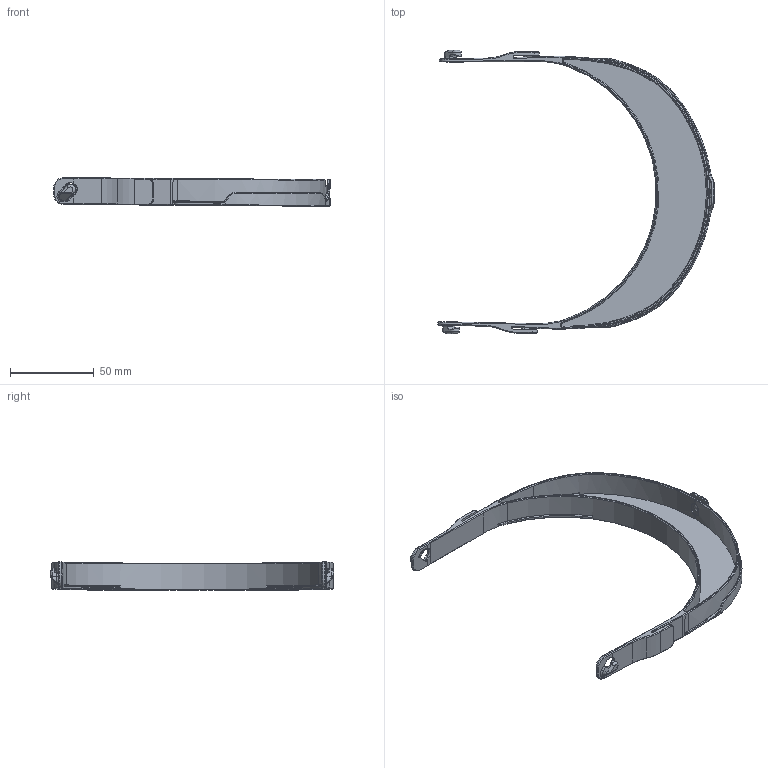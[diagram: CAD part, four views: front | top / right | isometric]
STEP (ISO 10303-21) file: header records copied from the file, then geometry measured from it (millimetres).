
FILE_DESCRIPTION(/* description */ (''),/* implementation_level */ '2;1');
FILE_NAME(/* name */ 'v6_covid19_facemask v11.step',/* time_stamp */ '2020-07-28T11:11:45-04:00',/* author */ (''),/* organization */ (''),/* preprocessor_version */ 'ST-DEVELOPER v18.1',/* originating_system */ 'Autodesk Translation Framework v9.3.0.1241',/* authorisation */ '');
FILE_SCHEMA (('AUTOMOTIVE_DESIGN { 1 0 10303 214 3 1 1 }'));
Length unit declared in the file: millimetre
Products named in the file (1): v6_covid19_facemask
Bounding box: 165.21 x 169.23 x 17.11 mm (x, y, z)
Volume: 28294.9 mm3; surface area: 35556.2 mm2
Topology: 1 solids, 1 shells, 487 faces, 1292 edges, 790 vertices
Faces by surface type: bspline 174, cylinder 135, plane 122, cone 44, torus 12
Full cylindrical faces by diameter (mm): 0.8 x10
Entity records: 21939 total; most frequent: CARTESIAN_POINT 11000, ORIENTED_EDGE 2584, DIRECTION 1822, EDGE_CURVE 1292, VERTEX_POINT 790, AXIS2_PLACEMENT_3D 662, EDGE_LOOP 500, LINE 498
